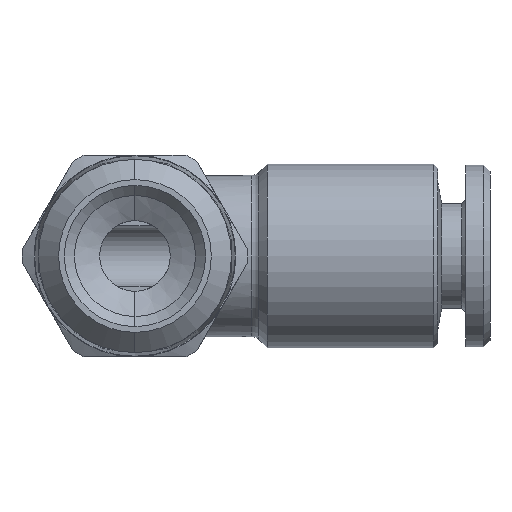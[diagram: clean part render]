
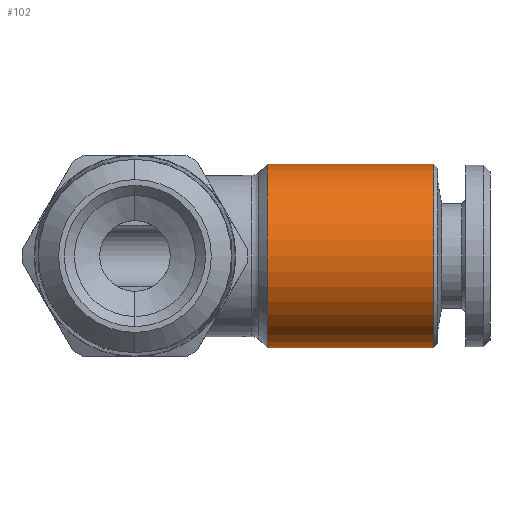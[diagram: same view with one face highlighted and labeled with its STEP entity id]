
A CAD part, front view. The second image highlights one B-rep face of the part: STEP entity #102.
In plain terms, the highlighted cylindrical face has radius 4.55 mm (diameter 9.1 mm), a partial arc.
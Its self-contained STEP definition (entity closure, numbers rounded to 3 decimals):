
#51 = EDGE_CURVE ( 'NONE', #1641, #1642, #2450, .T. ) ;
#102 = ADVANCED_FACE ( 'NONE', ( #3292 ), #3270, .T. ) ;
#103 = EDGE_LOOP ( 'NONE', ( #154, #155, #147, #148 ) ) ;
#147 = ORIENTED_EDGE ( 'NONE', *, *, #1640, .T. ) ;
#148 = ORIENTED_EDGE ( 'NONE', *, *, #51, .T. ) ;
#154 = ORIENTED_EDGE ( 'NONE', *, *, #1605, .F. ) ;
#155 = ORIENTED_EDGE ( 'NONE', *, *, #156, .T. ) ;
#156 = EDGE_CURVE ( 'NONE', #391, #306, #1946, .T. ) ;
#306 = VERTEX_POINT ( 'NONE', #2814 ) ;
#391 = VERTEX_POINT ( 'NONE', #3395 ) ;
#964 = CARTESIAN_POINT ( 'NONE',  ( 6.55, 0., -4.55 ) ) ;
#965 = CARTESIAN_POINT ( 'NONE',  ( 6.55, 0., 4.55 ) ) ;
#966 = DIRECTION ( 'NONE',  ( -1., 0., 0. ) ) ;
#967 = VECTOR ( 'NONE', #966, 1000. ) ;
#968 = CARTESIAN_POINT ( 'NONE',  ( 0., 0., 4.55 ) ) ;
#969 = LINE ( 'NONE', #968, #967 ) ;
#1605 = EDGE_CURVE ( 'NONE', #391, #1642, #3579, .T. ) ;
#1640 = EDGE_CURVE ( 'NONE', #306, #1641, #969, .T. ) ;
#1641 = VERTEX_POINT ( 'NONE', #965 ) ;
#1642 = VERTEX_POINT ( 'NONE', #964 ) ;
#1855 = CARTESIAN_POINT ( 'NONE',  ( 14.8, 0., 0. ) ) ;
#1943 = DIRECTION ( 'NONE',  ( 0., 0., 1. ) ) ;
#1944 = DIRECTION ( 'NONE',  ( -1., 0., 0. ) ) ;
#1945 = AXIS2_PLACEMENT_3D ( 'NONE', #1855, #1944, #1943 ) ;
#1946 = CIRCLE ( 'NONE', #1945, 4.55 ) ;
#2391 = DIRECTION ( 'NONE',  ( 0., 0., -1. ) ) ;
#2392 = DIRECTION ( 'NONE',  ( 1., 0., 0. ) ) ;
#2393 = CARTESIAN_POINT ( 'NONE',  ( 6.55, 0., 0. ) ) ;
#2394 = AXIS2_PLACEMENT_3D ( 'NONE', #2393, #2392, #2391 ) ;
#2450 = CIRCLE ( 'NONE', #2394, 4.55 ) ;
#2814 = CARTESIAN_POINT ( 'NONE',  ( 14.8, 0., 4.55 ) ) ;
#3268 = AXIS2_PLACEMENT_3D ( 'NONE', #3294, #3293, #3296 ) ;
#3270 = CYLINDRICAL_SURFACE ( 'NONE', #3268, 4.55 ) ;
#3292 = FACE_OUTER_BOUND ( 'NONE', #103, .T. ) ;
#3293 = DIRECTION ( 'NONE',  ( -1., 0., 0. ) ) ;
#3294 = CARTESIAN_POINT ( 'NONE',  ( 0., 0., 0. ) ) ;
#3296 = DIRECTION ( 'NONE',  ( 0., 0., 1. ) ) ;
#3354 = DIRECTION ( 'NONE',  ( -1., 0., 0. ) ) ;
#3356 = VECTOR ( 'NONE', #3354, 1000. ) ;
#3395 = CARTESIAN_POINT ( 'NONE',  ( 14.8, 0., -4.55 ) ) ;
#3579 = LINE ( 'NONE', #3590, #3356 ) ;
#3590 = CARTESIAN_POINT ( 'NONE',  ( 0., 0., -4.55 ) ) ;
